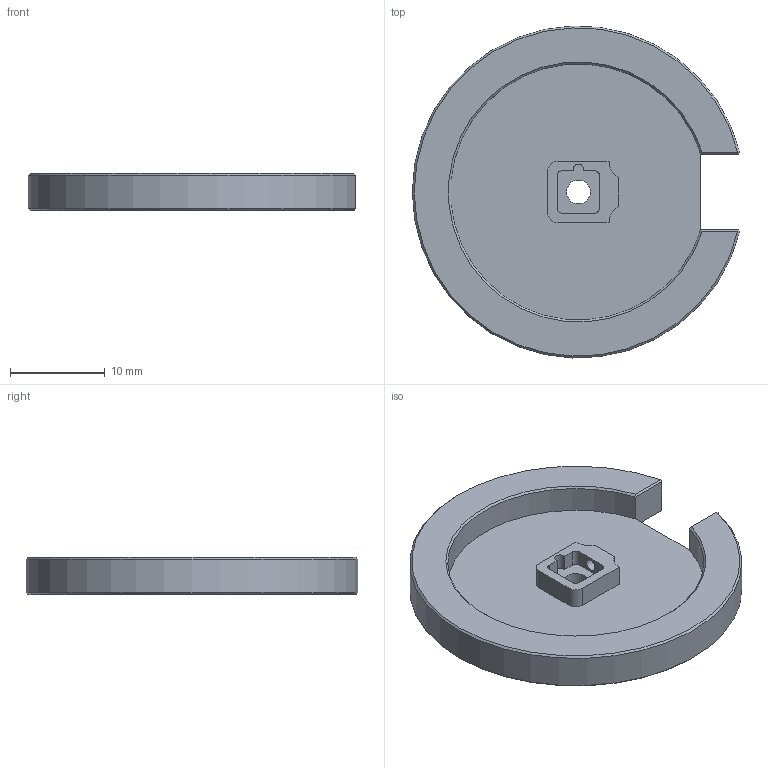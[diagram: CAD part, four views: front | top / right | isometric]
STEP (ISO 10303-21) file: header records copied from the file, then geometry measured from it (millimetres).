
FILE_DESCRIPTION(/* description */ (''),/* implementation_level */ '2;1');
FILE_NAME(/* name */ 'Testplate.stp',/* time_stamp */ '2019-07-05T09:26:45+02:00',/* author */ ('veldhuijzen'),/* organization */ (''),/* preprocessor_version */ 'ST-DEVELOPER v18',/* originating_system */ 'Autodesk Inventor 2020',/* authorisation */ '');
FILE_SCHEMA (('AUTOMOTIVE_DESIGN { 1 0 10303 214 3 1 1 }'));
Length unit declared in the file: millimetre
Products named in the file (1): baseplate NG
Bounding box: 34.49 x 34.98 x 3.9 mm (x, y, z)
Volume: 1955.2 mm3; surface area: 2578.2 mm2
Topology: 1 solids, 1 shells, 41 faces, 102 edges, 65 vertices
Faces by surface type: plane 25, cylinder 13, cone 3
Full cylindrical faces by diameter (mm): 1.25 x1, 2.5 x1
Entity records: 1263 total; most frequent: CARTESIAN_POINT 229, DIRECTION 208, ORIENTED_EDGE 204, EDGE_CURVE 102, AXIS2_PLACEMENT_3D 72, VERTEX_POINT 65, LINE 64, VECTOR 64
